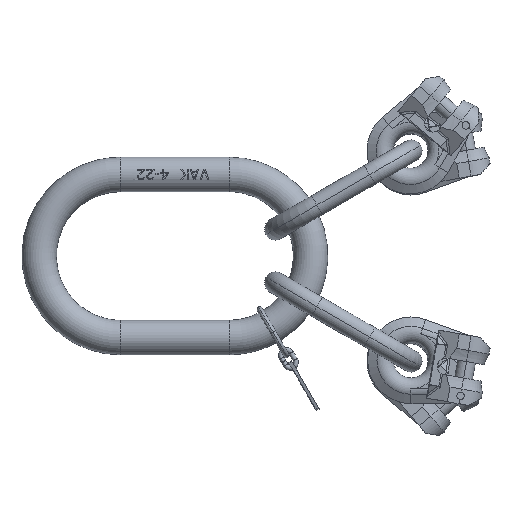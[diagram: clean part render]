
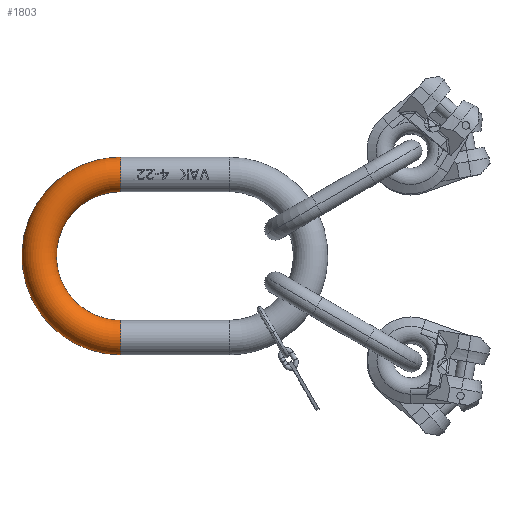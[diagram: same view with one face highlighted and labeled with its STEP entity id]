
A CAD part, top view. The second image highlights one B-rep face of the part: STEP entity #1803.
In plain terms, the highlighted toroidal (fillet/blend) face has major radius 120.5 mm and minor radius 25.5 mm.
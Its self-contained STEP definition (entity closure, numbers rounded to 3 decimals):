
#5=CARTESIAN_POINT('',(-160.,120.5,0.));
#6=DIRECTION('',(-1.,0.,0.));
#7=DIRECTION('',(0.,-1.,0.));
#8=AXIS2_PLACEMENT_3D('',#5,#6,#7);
#473=CARTESIAN_POINT('',(-160.,-120.5,0.));
#474=DIRECTION('',(1.,0.,0.));
#475=DIRECTION('',(0.,1.,0.));
#476=AXIS2_PLACEMENT_3D('',#473,#474,#475);
#478=CARTESIAN_POINT('',(-160.,-146.,0.));
#479=CARTESIAN_POINT('',(-168.047,-146.,0.));
#480=CARTESIAN_POINT('',(-184.141,-144.666,
0.));
#481=CARTESIAN_POINT('',(-207.623,-138.72,
0.));
#482=CARTESIAN_POINT('',(-229.806,-128.99,
0.));
#483=CARTESIAN_POINT('',(-250.085,-115.741,
0.));
#484=CARTESIAN_POINT('',(-267.906,-99.335,
0.));
#485=CARTESIAN_POINT('',(-282.785,-80.219,
0.));
#486=CARTESIAN_POINT('',(-294.314,-58.915,
0.));
#487=CARTESIAN_POINT('',(-302.179,-36.005,
0.));
#488=CARTESIAN_POINT('',(-306.166,-12.112,
0.));
#489=CARTESIAN_POINT('',(-306.166,12.112,
0.));
#490=CARTESIAN_POINT('',(-302.179,36.005,
0.));
#491=CARTESIAN_POINT('',(-294.314,58.915,
0.));
#492=CARTESIAN_POINT('',(-282.785,80.219,
0.));
#493=CARTESIAN_POINT('',(-267.906,99.335,
0.));
#494=CARTESIAN_POINT('',(-250.085,115.741,
0.));
#495=CARTESIAN_POINT('',(-229.806,128.99,
0.));
#496=CARTESIAN_POINT('',(-207.623,138.72,
0.));
#497=CARTESIAN_POINT('',(-184.141,144.666,
0.));
#498=CARTESIAN_POINT('',(-168.047,146.,0.));
#499=CARTESIAN_POINT('',(-160.,146.,0.));
#501=CARTESIAN_POINT('',(-160.,95.,0.));
#502=CARTESIAN_POINT('',(-165.852,95.,0.));
#503=CARTESIAN_POINT('',(-177.556,93.915,
0.));
#504=CARTESIAN_POINT('',(-194.514,89.091,
0.));
#505=CARTESIAN_POINT('',(-210.297,81.232,
0.));
#506=CARTESIAN_POINT('',(-224.366,70.607,
0.));
#507=CARTESIAN_POINT('',(-236.244,57.577,
0.));
#508=CARTESIAN_POINT('',(-245.526,42.587,0.));
#509=CARTESIAN_POINT('',(-251.895,26.146,0.));
#510=CARTESIAN_POINT('',(-255.135,8.816,0.));
#511=CARTESIAN_POINT('',(-255.135,-8.816,0.));
#512=CARTESIAN_POINT('',(-251.895,-26.146,0.));
#513=CARTESIAN_POINT('',(-245.526,-42.587,0.));
#514=CARTESIAN_POINT('',(-236.244,-57.577,
0.));
#515=CARTESIAN_POINT('',(-224.366,-70.607,
0.));
#516=CARTESIAN_POINT('',(-210.297,-81.232,
0.));
#517=CARTESIAN_POINT('',(-194.514,-89.091,
0.));
#518=CARTESIAN_POINT('',(-177.556,-93.915,
0.));
#519=CARTESIAN_POINT('',(-165.852,-95.,0.));
#520=CARTESIAN_POINT('',(-160.,-95.,0.));
#1342=VERTEX_POINT('',#478);
#1343=VERTEX_POINT('',#499);
#1344=VERTEX_POINT('',#501);
#1345=VERTEX_POINT('',#520);
#1789=CARTESIAN_POINT('',(-160.,0.,0.));
#1790=DIRECTION('',(0.,0.,-1.));
#1791=DIRECTION('',(0.,1.,0.));
#1792=AXIS2_PLACEMENT_3D('',#1789,#1790,#1791);
#1793=TOROIDAL_SURFACE('',#1792,120.5,25.5);
#1795=ORIENTED_EDGE('',*,*,#1794,.T.);
#1797=ORIENTED_EDGE('',*,*,#1796,.T.);
#1798=ORIENTED_EDGE('',*,*,#1569,.F.);
#1800=ORIENTED_EDGE('',*,*,#1799,.T.);
#1801=EDGE_LOOP('',(#1795,#1797,#1798,#1800));
#1802=FACE_OUTER_BOUND('',#1801,.F.);
#1803=ADVANCED_FACE('',(#1802),#1793,.T.);
#9=CIRCLE('',#8,25.5);
#477=CIRCLE('',#476,25.5);
#500=B_SPLINE_CURVE_WITH_KNOTS('',3,(#478,#479,#480,#481,#482,#483,#484,#485,
#486,#487,#488,#489,#490,#491,#492,#493,#494,#495,#496,#497,#498,#499),
.UNSPECIFIED.,.F.,.F.,(4,1,1,1,1,1,1,1,1,1,1,1,1,1,1,1,1,1,1,4),(0.,
0.053,0.105,0.158,0.211,
0.263,0.316,0.368,0.421,
0.474,0.526,0.579,0.632,
0.684,0.737,0.789,0.842,
0.895,0.947,1.),.UNSPECIFIED.);
#521=B_SPLINE_CURVE_WITH_KNOTS('',3,(#501,#502,#503,#504,#505,#506,#507,#508,
#509,#510,#511,#512,#513,#514,#515,#516,#517,#518,#519,#520),.UNSPECIFIED.,.F.,
.F.,(4,1,1,1,1,1,1,1,1,1,1,1,1,1,1,1,1,4),(0.,0.059,
0.118,0.176,0.235,0.294,
0.353,0.412,0.471,0.529,
0.588,0.647,0.706,0.765,
0.824,0.882,0.941,1.),.UNSPECIFIED.);
#1569=EDGE_CURVE('',#1344,#1343,#9,.T.);
#1794=EDGE_CURVE('',#1345,#1342,#477,.T.);
#1796=EDGE_CURVE('',#1342,#1343,#500,.T.);
#1799=EDGE_CURVE('',#1344,#1345,#521,.T.);
